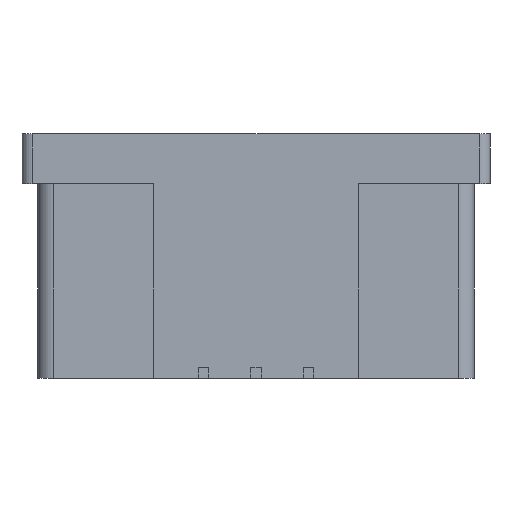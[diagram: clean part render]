
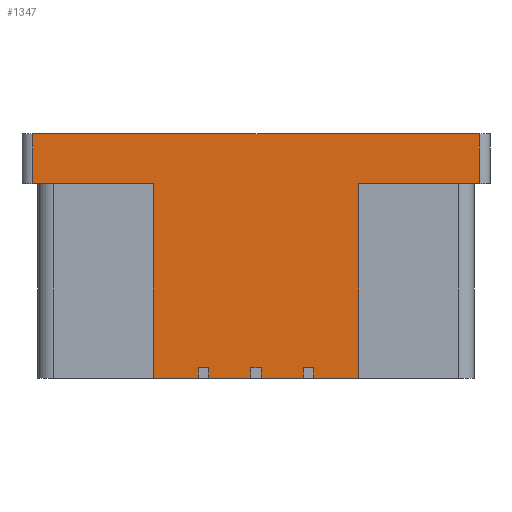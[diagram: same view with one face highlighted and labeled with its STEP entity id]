
A CAD part, front view. The second image highlights one B-rep face of the part: STEP entity #1347.
In plain terms, the highlighted planar face has unit normal (0, -1, 0).
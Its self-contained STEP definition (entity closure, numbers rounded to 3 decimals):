
#107=PLANE('',#1473);
#183=FACE_OUTER_BOUND('',#259,.T.);
#259=EDGE_LOOP('',(#1249,#1250,#1251,#1252,#1253,#1254,#1255,#1256));
#376=LINE('',#2107,#540);
#385=LINE('',#2126,#549);
#387=LINE('',#2135,#551);
#395=LINE('',#2153,#559);
#409=LINE('',#2183,#573);
#412=LINE('',#2189,#576);
#422=LINE('',#2208,#586);
#424=LINE('',#2212,#588);
#540=VECTOR('',#1732,10.);
#549=VECTOR('',#1747,10.);
#551=VECTOR('',#1755,10.);
#559=VECTOR('',#1767,10.);
#573=VECTOR('',#1797,10.);
#576=VECTOR('',#1802,10.);
#586=VECTOR('',#1822,10.);
#588=VECTOR('',#1828,10.);
#690=VERTEX_POINT('',#2104);
#691=VERTEX_POINT('',#2106);
#698=VERTEX_POINT('',#2124);
#699=VERTEX_POINT('',#2128);
#702=VERTEX_POINT('',#2133);
#710=VERTEX_POINT('',#2151);
#718=VERTEX_POINT('',#2181);
#720=VERTEX_POINT('',#2186);
#851=EDGE_CURVE('',#691,#690,#376,.T.);
#861=EDGE_CURVE('',#698,#690,#385,.T.);
#865=EDGE_CURVE('',#702,#699,#387,.T.);
#874=EDGE_CURVE('',#702,#710,#395,.T.);
#889=EDGE_CURVE('',#710,#718,#409,.T.);
#892=EDGE_CURVE('',#720,#691,#412,.T.);
#902=EDGE_CURVE('',#718,#720,#422,.T.);
#904=EDGE_CURVE('',#699,#698,#424,.T.);
#1249=ORIENTED_EDGE('',*,*,#861,.F.);
#1250=ORIENTED_EDGE('',*,*,#904,.F.);
#1251=ORIENTED_EDGE('',*,*,#865,.F.);
#1252=ORIENTED_EDGE('',*,*,#874,.T.);
#1253=ORIENTED_EDGE('',*,*,#889,.T.);
#1254=ORIENTED_EDGE('',*,*,#902,.T.);
#1255=ORIENTED_EDGE('',*,*,#892,.T.);
#1256=ORIENTED_EDGE('',*,*,#851,.T.);
#1347=ADVANCED_FACE('',(#183),#107,.T.);
#1473=AXIS2_PLACEMENT_3D('',#2211,#1826,#1827);
#1732=DIRECTION('',(1.,0.,0.));
#1747=DIRECTION('',(0.,0.,-1.));
#1755=DIRECTION('',(0.,0.,1.));
#1767=DIRECTION('',(1.,0.,0.));
#1797=DIRECTION('',(0.,0.,-1.));
#1802=DIRECTION('',(0.,0.,1.));
#1822=DIRECTION('',(1.,0.,0.));
#1826=DIRECTION('center_axis',(0.,-1.,0.));
#1827=DIRECTION('ref_axis',(1.,0.,0.));
#1828=DIRECTION('',(1.,0.,0.));
#2104=CARTESIAN_POINT('',(8.7,0.,3.7));
#2106=CARTESIAN_POINT('',(6.4,0.,3.7));
#2107=CARTESIAN_POINT('',(3.825,0.,3.7));
#2124=CARTESIAN_POINT('',(8.7,0.,4.65));
#2126=CARTESIAN_POINT('',(8.7,0.,0.));
#2128=CARTESIAN_POINT('',(0.2,0.,4.65));
#2133=CARTESIAN_POINT('',(0.2,0.,3.7));
#2135=CARTESIAN_POINT('',(0.2,0.,0.));
#2151=CARTESIAN_POINT('',(2.5,0.,3.7));
#2153=CARTESIAN_POINT('',(0.625,0.,3.7));
#2181=CARTESIAN_POINT('',(2.5,0.,0.));
#2183=CARTESIAN_POINT('',(2.5,0.,0.));
#2186=CARTESIAN_POINT('',(6.4,0.,0.));
#2189=CARTESIAN_POINT('',(6.4,0.,0.));
#2208=CARTESIAN_POINT('',(0.,0.,0.));
#2211=CARTESIAN_POINT('Origin',(0.,0.,0.));
#2212=CARTESIAN_POINT('',(0.,0.,4.65));
